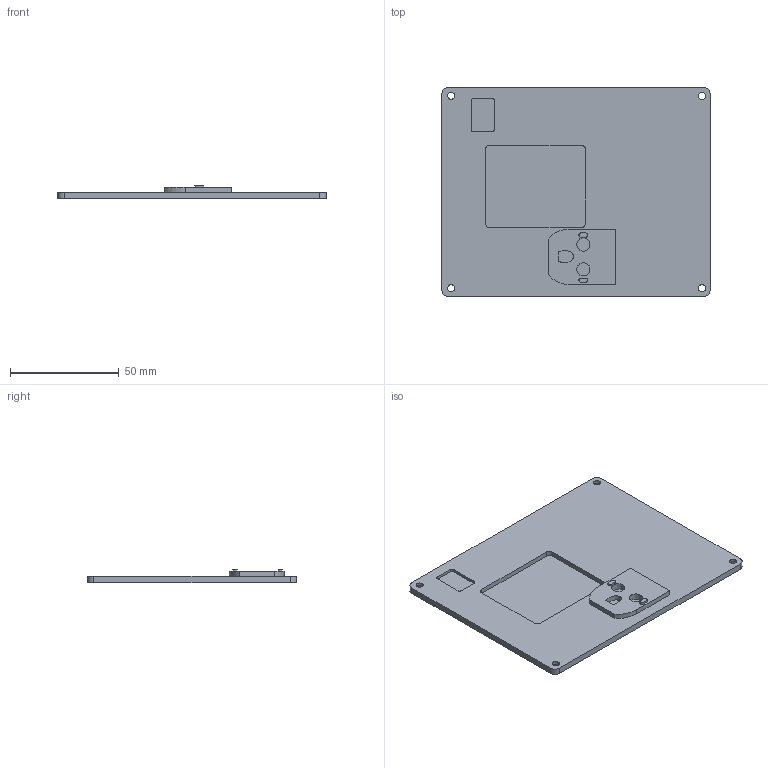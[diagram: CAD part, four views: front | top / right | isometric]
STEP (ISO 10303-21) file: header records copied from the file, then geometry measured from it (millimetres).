
FILE_DESCRIPTION(/* description */ (''),/* implementation_level */ '2;1');
FILE_NAME(/* name */ 'RIGHT_BOTTOM.step',/* time_stamp */ '2025-07-14T00:52:59+09:00',/* author */ (''),/* organization */ (''),/* preprocessor_version */ 'ST-DEVELOPER v20.1',/* originating_system */ 'Autodesk Translation Framework v14.10.0.0',/* authorisation */ '');
FILE_SCHEMA (('AUTOMOTIVE_DESIGN { 1 0 10303 214 3 1 1 }'));
Length unit declared in the file: millimetre
Products named in the file (1): 2025-07-14-00-52-59-598
Bounding box: 123.3 x 96.2 x 6.22 mm (x, y, z)
Volume: 32431 mm3; surface area: 26079.7 mm2
Topology: 1 solids, 1 shells, 72 faces, 162 edges, 108 vertices
Faces by surface type: plane 39, cylinder 32, bspline 1
Full cylindrical faces by diameter (mm): 3.3 x4, 5 x4, 6.12 x2, 10.2 x4
Entity records: 2265 total; most frequent: CARTESIAN_POINT 540, DIRECTION 366, ORIENTED_EDGE 324, EDGE_CURVE 162, AXIS2_PLACEMENT_3D 136, VERTEX_POINT 108, EDGE_LOOP 96, LINE 94
